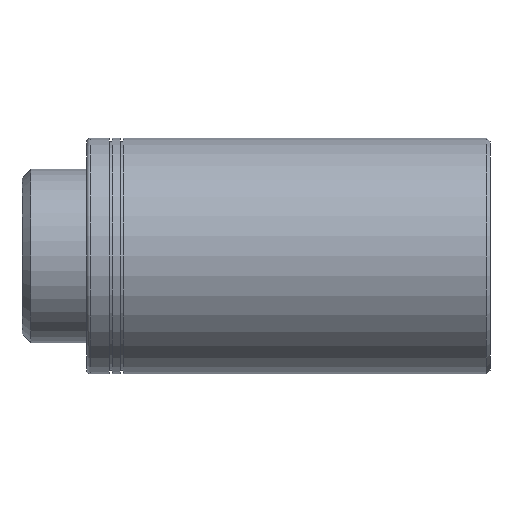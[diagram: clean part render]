
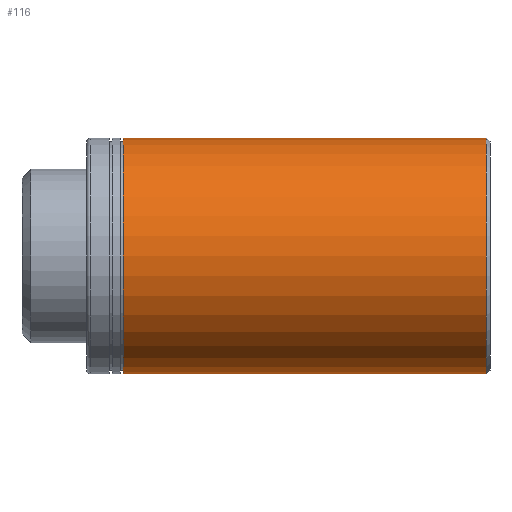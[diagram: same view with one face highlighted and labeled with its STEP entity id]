
A CAD part, front view. The second image highlights one B-rep face of the part: STEP entity #116.
In plain terms, the highlighted cylindrical face has radius 2.781 mm (diameter 5.563 mm), a partial arc.
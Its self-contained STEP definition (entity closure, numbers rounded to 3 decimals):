
#16=CARTESIAN_POINT('POINT3',(2.393,0.,
   -2.781));
#17=VERTEX_POINT('VERTEX3',#16);
#18=CARTESIAN_POINT('POINT4',(2.393,0.,
   2.781));
#19=VERTEX_POINT('VERTEX4',#18);
#20=CARTESIAN_POINT('POS2',(2.393,0.,0.)
   );
#21=DIRECTION('DIR3',(-1.,0.,0.));
#22=DIRECTION('DIR4',(0.,0.,-1.));
#23=AXIS2_PLACEMENT_3D('AXIS2',#20,#21,#22);
#24=CIRCLE('ELLIPSE2',#23,2.781);
#25=EDGE_CURVE('EDGE3',#17,#19,#24,.T.);
#77=CARTESIAN_POINT('POINT7',(10.966,0.,
   -2.781));
#78=VERTEX_POINT('VERTEX7',#77);
#79=CARTESIAN_POINT('POS8',(6.679,0.,
   -2.781));
#80=DIRECTION('DIR13',(-1.,0.,0.));
#81=VECTOR('VEC3',#80,1.);
#82=LINE('STRAIGHT3',#79,#81);
#83=EDGE_CURVE('EDGE9',#78,#17,#82,.T.);
#86=CARTESIAN_POINT('POINT8',(10.966,0.,
   2.781));
#87=VERTEX_POINT('VERTEX8',#86);
#88=CARTESIAN_POINT('POS9',(6.679,0.,
   2.781));
#89=DIRECTION('DIR14',(1.,0.,0.));
#90=VECTOR('VEC4',#89,1.);
#91=LINE('STRAIGHT4',#88,#90);
#92=EDGE_CURVE('EDGE10',#19,#87,#91,.T.);
#94=CARTESIAN_POINT('POS10',(10.966,0.,
   0.));
#95=DIRECTION('DIR15',(-1.,0.,0.));
#96=DIRECTION('DIR16',(0.,0.,-1.));
#97=AXIS2_PLACEMENT_3D('AXIS6',#94,#95,#96);
#98=CIRCLE('ELLIPSE4',#97,2.781);
#103=CARTESIAN_POINT('POS11',(6.679,0.,
   0.));
#104=DIRECTION('DIR17',(-1.,0.,0.));
#105=DIRECTION('DIR18',(0.,0.,-1.));
#106=AXIS2_PLACEMENT_3D('AXIS7',#103,#104,#105);
#107=CYLINDRICAL_SURFACE('CONE_SURF2',#106,2.781);
#109=ORIENTED_EDGE('COEDGE17',*,*,#83,.F.);
#110=EDGE_CURVE('EDGE12',#78,#87,#98,.T.);
#111=ORIENTED_EDGE('COEDGE18',*,*,#110,.T.);
#112=ORIENTED_EDGE('COEDGE19',*,*,#92,.F.);
#113=ORIENTED_EDGE('COEDGE20',*,*,#25,.F.);
#114=EDGE_LOOP('NONE',(#109,#111,#112,#113));
#115=FACE_BOUND('LOOP1',#114,.T.);
#116=ADVANCED_FACE('FACE5',(#115),#107,.T.);
